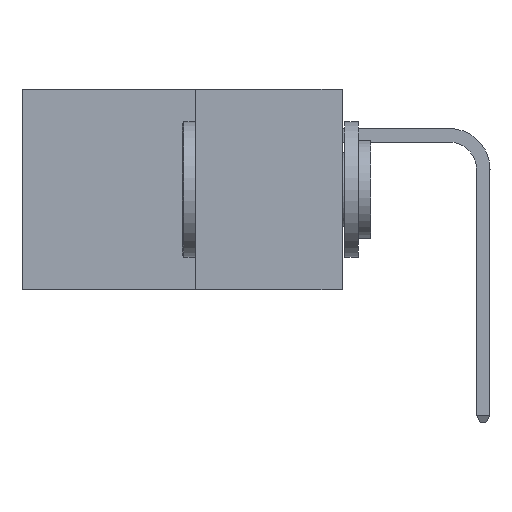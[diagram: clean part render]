
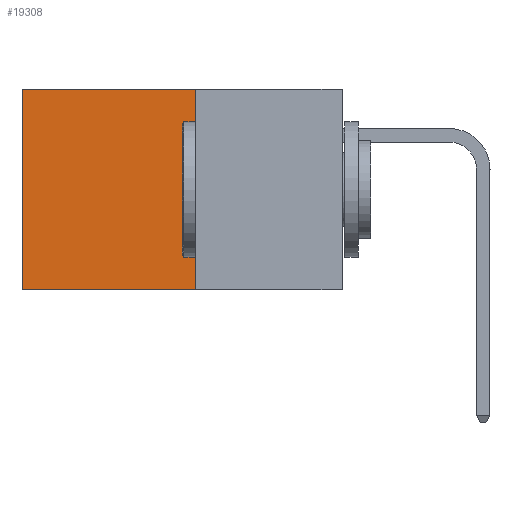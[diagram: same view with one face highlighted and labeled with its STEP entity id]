
A CAD part, left-side view. The second image highlights one B-rep face of the part: STEP entity #19308.
In plain terms, the highlighted planar face has unit normal (-1, 0, 0).
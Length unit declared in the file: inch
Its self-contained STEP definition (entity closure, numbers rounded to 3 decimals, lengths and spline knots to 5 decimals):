
#834 = ORIENTED_EDGE ( 'NONE', *, *, #13031, .T. ) ;
#3336 = CARTESIAN_POINT ( 'NONE',  ( 0.277, 0.27, -0.37 ) ) ;
#4012 = CARTESIAN_POINT ( 'NONE',  ( 0.277, 0.59, -0.37 ) ) ;
#5077 = VERTEX_POINT ( 'NONE', #5365 ) ;
#5365 = CARTESIAN_POINT ( 'NONE',  ( 0.277, 0.59, 0. ) ) ;
#5844 = VECTOR ( 'NONE', #11826, 39.37008 ) ;
#5920 = DIRECTION ( 'NONE',  ( 0., 0., -1. ) ) ;
#6258 = VECTOR ( 'NONE', #7236, 39.37008 ) ;
#7236 = DIRECTION ( 'NONE',  ( 0., 0., -1. ) ) ;
#7560 = CARTESIAN_POINT ( 'NONE',  ( 0.277, 0.27, 0. ) ) ;
#10594 = CARTESIAN_POINT ( 'NONE',  ( 0.277, 0.59, -0.37 ) ) ;
#11061 = EDGE_CURVE ( 'NONE', #28803, #17108, #29952, .T. ) ;
#11649 = VECTOR ( 'NONE', #21986, 39.37008 ) ;
#11826 = DIRECTION ( 'NONE',  ( 0., 0., -1. ) ) ;
#13031 = EDGE_CURVE ( 'NONE', #28986, #5077, #26094, .T. ) ;
#15286 = DIRECTION ( 'NONE',  ( 0., 1., 0. ) ) ;
#17108 = VERTEX_POINT ( 'NONE', #10594 ) ;
#17123 = CARTESIAN_POINT ( 'NONE',  ( 0.277, 0.27, 0. ) ) ;
#17218 = ORIENTED_EDGE ( 'NONE', *, *, #22104, .T. ) ;
#17562 = EDGE_LOOP ( 'NONE', ( #17218, #26001, #21921, #834 ) ) ;
#18876 = PLANE ( 'NONE',  #26155 ) ;
#19308 = ADVANCED_FACE ( 'NONE', ( #20669 ), #18876, .F. ) ;
#19361 = CARTESIAN_POINT ( 'NONE',  ( 0.277, 0.27, -0.37 ) ) ;
#20669 = FACE_OUTER_BOUND ( 'NONE', #17562, .T. ) ;
#21523 = DIRECTION ( 'NONE',  ( 1., 0., 0. ) ) ;
#21708 = CARTESIAN_POINT ( 'NONE',  ( 0.277, 0.27, -0.37 ) ) ;
#21921 = ORIENTED_EDGE ( 'NONE', *, *, #32704, .F. ) ;
#21986 = DIRECTION ( 'NONE',  ( 0., 1., 0. ) ) ;
#22104 = EDGE_CURVE ( 'NONE', #5077, #17108, #26591, .T. ) ;
#22936 = CARTESIAN_POINT ( 'NONE',  ( 0.277, 0.27, -0.37 ) ) ;
#26001 = ORIENTED_EDGE ( 'NONE', *, *, #11061, .F. ) ;
#26094 = LINE ( 'NONE', #7560, #32135 ) ;
#26155 = AXIS2_PLACEMENT_3D ( 'NONE', #3336, #21523, #5920 ) ;
#26591 = LINE ( 'NONE', #4012, #5844 ) ;
#26989 = LINE ( 'NONE', #22936, #6258 ) ;
#28803 = VERTEX_POINT ( 'NONE', #21708 ) ;
#28986 = VERTEX_POINT ( 'NONE', #17123 ) ;
#29952 = LINE ( 'NONE', #19361, #11649 ) ;
#32135 = VECTOR ( 'NONE', #15286, 39.37008 ) ;
#32704 = EDGE_CURVE ( 'NONE', #28986, #28803, #26989, .T. ) ;
